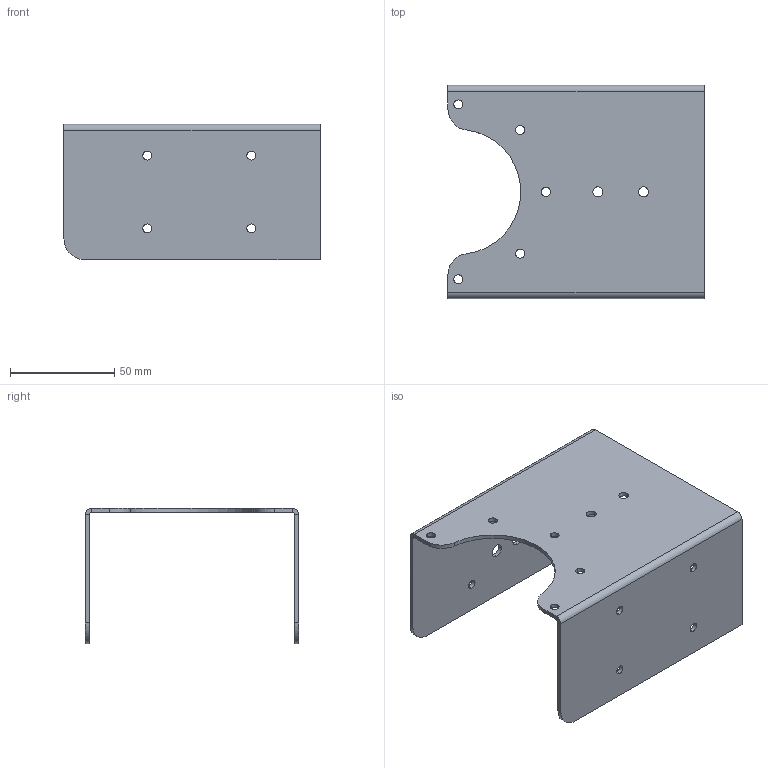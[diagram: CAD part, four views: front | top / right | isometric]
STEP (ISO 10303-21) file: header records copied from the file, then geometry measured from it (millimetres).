
FILE_DESCRIPTION (( 'STEP AP203' ), '1' );
FILE_NAME ('right_spine_back_Default_sldprt.STEP', '2024-06-10T11:30:53', ( '' ), ( '' ), 'SwSTEP 2.0', 'SolidWorks 2020', '' );
FILE_SCHEMA (( 'CONFIG_CONTROL_DESIGN' ));
Length unit declared in the file: millimetre
Products named in the file (1): right_spine_back_Default_sldprt
Bounding box: 123 x 102.5 x 65 mm (x, y, z)
Volume: 51620.9 mm3; surface area: 53567.3 mm2
Topology: 1 solids, 1 shells, 62 faces, 164 edges, 104 vertices
Faces by surface type: cylinder 43, plane 19
Entity records: 2091 total; most frequent: DIRECTION 376, CARTESIAN_POINT 331, ORIENTED_EDGE 328, EDGE_CURVE 164, AXIS2_PLACEMENT_3D 149, VERTEX_POINT 104, EDGE_LOOP 96, CIRCLE 86
